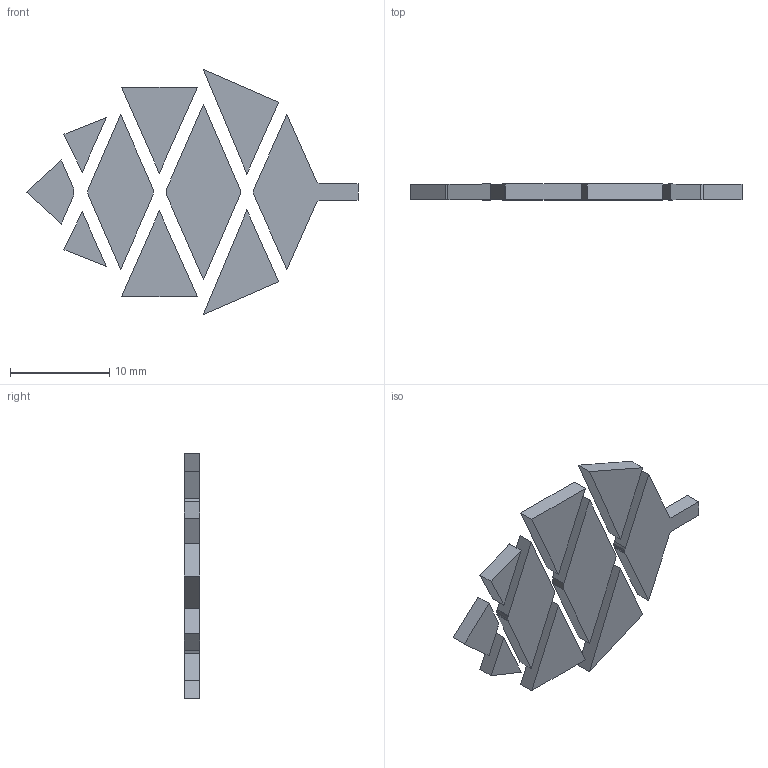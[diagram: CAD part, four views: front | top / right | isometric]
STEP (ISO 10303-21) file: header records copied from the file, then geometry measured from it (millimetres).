
FILE_DESCRIPTION(/* description */ (''),/* implementation_level */ '2;1');
FILE_NAME(/* name */ 'PinecilLogo.stp',/* time_stamp */ '2025-11-03T21:10:52-05:00',/* author */ ('nmari'),/* organization */ (''),/* preprocessor_version */ 'ST-DEVELOPER v20.1',/* originating_system */ 'Autodesk Inventor 2026',/* authorisation */ '');
FILE_SCHEMA (('AUTOMOTIVE_DESIGN { 1 0 10303 214 3 1 1 }'));
Length unit declared in the file: inch
Products named in the file (1): PinecilLogo
Bounding box: 33.46 x 1.59 x 24.72 mm (x, y, z)
Volume: 552.8 mm3; surface area: 1123.7 mm2
Topology: 10 solids, 10 shells, 82 faces, 186 edges, 124 vertices
Faces by surface type: plane 82
Entity records: 2358 total; most frequent: CARTESIAN_POINT 393, ORIENTED_EDGE 372, DIRECTION 352, LINE 186, VECTOR 186, EDGE_CURVE 186, VERTEX_POINT 124, AXIS2_PLACEMENT_3D 83
